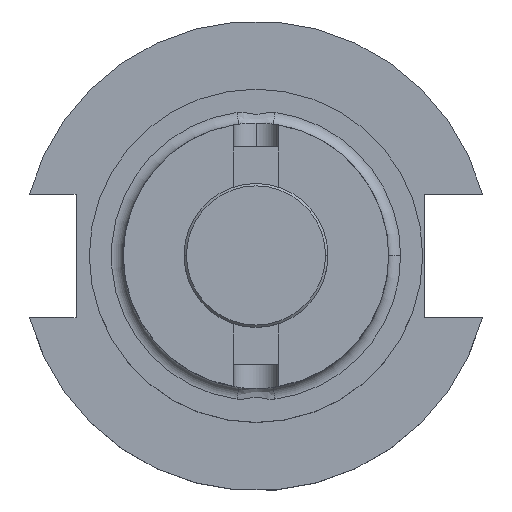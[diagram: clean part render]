
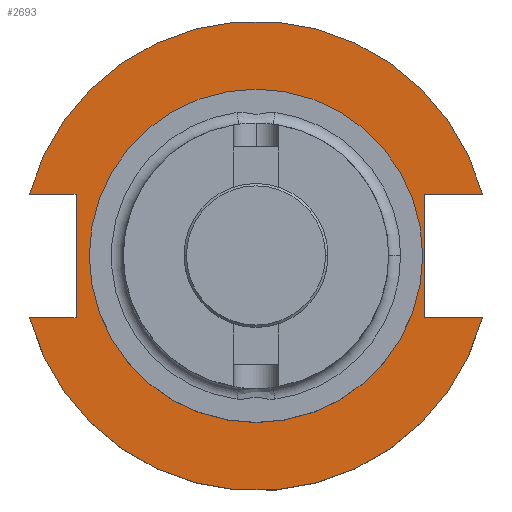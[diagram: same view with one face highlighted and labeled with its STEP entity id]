
A CAD part, top view. The second image highlights one B-rep face of the part: STEP entity #2693.
In plain terms, the highlighted planar face has unit normal (0, 0, 1).
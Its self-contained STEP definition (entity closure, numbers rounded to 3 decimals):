
#51 = CARTESIAN_POINT ( 'NONE',  ( -63.719, -12.954, 19.05 ) ) ;
#53 = DIRECTION ( 'NONE',  ( 1., 0., 0. ) ) ;
#64 = ORIENTED_EDGE ( 'NONE', *, *, #2478, .F. ) ;
#69 = DIRECTION ( 'NONE',  ( 1., 0., 0. ) ) ;
#94 = AXIS2_PLACEMENT_3D ( 'NONE', #194, #261, #1214 ) ;
#101 = CARTESIAN_POINT ( 'NONE',  ( 0., 49.212, 19.05 ) ) ;
#110 = VECTOR ( 'NONE', #1543, 1000. ) ;
#194 = CARTESIAN_POINT ( 'NONE',  ( 0., 0., 19.05 ) ) ;
#222 = CIRCLE ( 'NONE', #1714, 49.212 ) ;
#231 = DIRECTION ( 'NONE',  ( 0., 0., 1. ) ) ;
#233 = VERTEX_POINT ( 'NONE', #2419 ) ;
#249 = CARTESIAN_POINT ( 'NONE',  ( 0., 0., 19.05 ) ) ;
#261 = DIRECTION ( 'NONE',  ( 0., 0., 1. ) ) ;
#376 = EDGE_LOOP ( 'NONE', ( #2469, #849 ) ) ;
#464 = CARTESIAN_POINT ( 'NONE',  ( 35.306, 12.954, 19.05 ) ) ;
#473 = VERTEX_POINT ( 'NONE', #464 ) ;
#484 = EDGE_LOOP ( 'NONE', ( #923, #1747, #656, #2697, #1985, #1522, #2292, #64 ) ) ;
#527 = CIRCLE ( 'NONE', #1038, 34.925 ) ;
#544 = PLANE ( 'NONE',  #2520 ) ;
#587 = CARTESIAN_POINT ( 'NONE',  ( 47.477, 12.954, 19.05 ) ) ;
#612 = VERTEX_POINT ( 'NONE', #2220 ) ;
#649 = VECTOR ( 'NONE', #1675, 1000. ) ;
#656 = ORIENTED_EDGE ( 'NONE', *, *, #2372, .F. ) ;
#660 = CIRCLE ( 'NONE', #94, 34.925 ) ;
#718 = LINE ( 'NONE', #2671, #649 ) ;
#754 = DIRECTION ( 'NONE',  ( 1., 0., 0. ) ) ;
#830 = CARTESIAN_POINT ( 'NONE',  ( 35.306, 12.954, 19.05 ) ) ;
#849 = ORIENTED_EDGE ( 'NONE', *, *, #2339, .F. ) ;
#890 = VERTEX_POINT ( 'NONE', #1518 ) ;
#891 = VECTOR ( 'NONE', #2507, 1000. ) ;
#897 = DIRECTION ( 'NONE',  ( 1., 0., 0. ) ) ;
#918 = EDGE_CURVE ( 'NONE', #1868, #473, #992, .T. ) ;
#923 = ORIENTED_EDGE ( 'NONE', *, *, #1021, .T. ) ;
#991 = FACE_OUTER_BOUND ( 'NONE', #484, .T. ) ;
#992 = LINE ( 'NONE', #830, #2591 ) ;
#1008 = CIRCLE ( 'NONE', #1336, 49.212 ) ;
#1021 = EDGE_CURVE ( 'NONE', #2657, #2583, #222, .T. ) ;
#1038 = AXIS2_PLACEMENT_3D ( 'NONE', #1267, #2729, #1483 ) ;
#1092 = EDGE_CURVE ( 'NONE', #233, #612, #660, .T. ) ;
#1154 = VECTOR ( 'NONE', #69, 1000. ) ;
#1168 = CARTESIAN_POINT ( 'NONE',  ( -37.719, 12.954, 19.05 ) ) ;
#1214 = DIRECTION ( 'NONE',  ( 1., 0., 0. ) ) ;
#1233 = EDGE_CURVE ( 'NONE', #1792, #1620, #2480, .T. ) ;
#1267 = CARTESIAN_POINT ( 'NONE',  ( 0., 0., 19.05 ) ) ;
#1326 = VECTOR ( 'NONE', #2125, 1000. ) ;
#1334 = DIRECTION ( 'NONE',  ( 0., 0., 1. ) ) ;
#1336 = AXIS2_PLACEMENT_3D ( 'NONE', #2574, #1334, #53 ) ;
#1483 = DIRECTION ( 'NONE',  ( 1., 0., 0. ) ) ;
#1518 = CARTESIAN_POINT ( 'NONE',  ( -47.477, 12.954, 19.05 ) ) ;
#1522 = ORIENTED_EDGE ( 'NONE', *, *, #2261, .F. ) ;
#1543 = DIRECTION ( 'NONE',  ( 1., 0., 0. ) ) ;
#1620 = VERTEX_POINT ( 'NONE', #1168 ) ;
#1647 = LINE ( 'NONE', #51, #110 ) ;
#1675 = DIRECTION ( 'NONE',  ( -1., 0., 0. ) ) ;
#1714 = AXIS2_PLACEMENT_3D ( 'NONE', #249, #231, #897 ) ;
#1747 = ORIENTED_EDGE ( 'NONE', *, *, #2567, .F. ) ;
#1792 = VERTEX_POINT ( 'NONE', #1922 ) ;
#1868 = VERTEX_POINT ( 'NONE', #587 ) ;
#1922 = CARTESIAN_POINT ( 'NONE',  ( -37.719, -12.954, 19.05 ) ) ;
#1985 = ORIENTED_EDGE ( 'NONE', *, *, #2307, .T. ) ;
#2001 = DIRECTION ( 'NONE',  ( 0., 0., 1. ) ) ;
#2119 = DIRECTION ( 'NONE',  ( -1., 0., 0. ) ) ;
#2125 = DIRECTION ( 'NONE',  ( 0., 1., 0. ) ) ;
#2181 = CARTESIAN_POINT ( 'NONE',  ( 47.477, -12.954, 19.05 ) ) ;
#2204 = CARTESIAN_POINT ( 'NONE',  ( -47.477, -12.954, 19.05 ) ) ;
#2220 = CARTESIAN_POINT ( 'NONE',  ( -34.925, 0., 19.05 ) ) ;
#2261 = EDGE_CURVE ( 'NONE', #1620, #890, #718, .T. ) ;
#2292 = ORIENTED_EDGE ( 'NONE', *, *, #1233, .F. ) ;
#2307 = EDGE_CURVE ( 'NONE', #1868, #890, #1008, .T. ) ;
#2339 = EDGE_CURVE ( 'NONE', #612, #233, #527, .T. ) ;
#2372 = EDGE_CURVE ( 'NONE', #473, #2409, #2675, .T. ) ;
#2386 = LINE ( 'NONE', #2590, #1154 ) ;
#2409 = VERTEX_POINT ( 'NONE', #2517 ) ;
#2419 = CARTESIAN_POINT ( 'NONE',  ( 34.925, 0., 19.05 ) ) ;
#2469 = ORIENTED_EDGE ( 'NONE', *, *, #1092, .F. ) ;
#2478 = EDGE_CURVE ( 'NONE', #2657, #1792, #1647, .T. ) ;
#2480 = LINE ( 'NONE', #2720, #1326 ) ;
#2507 = DIRECTION ( 'NONE',  ( 0., -1., 0. ) ) ;
#2513 = FACE_BOUND ( 'NONE', #376, .T. ) ;
#2517 = CARTESIAN_POINT ( 'NONE',  ( 35.306, -12.954, 19.05 ) ) ;
#2520 = AXIS2_PLACEMENT_3D ( 'NONE', #101, #2001, #754 ) ;
#2567 = EDGE_CURVE ( 'NONE', #2409, #2583, #2386, .T. ) ;
#2574 = CARTESIAN_POINT ( 'NONE',  ( 0., 0., 19.05 ) ) ;
#2583 = VERTEX_POINT ( 'NONE', #2181 ) ;
#2590 = CARTESIAN_POINT ( 'NONE',  ( 35.306, -12.954, 19.05 ) ) ;
#2591 = VECTOR ( 'NONE', #2119, 1000. ) ;
#2657 = VERTEX_POINT ( 'NONE', #2204 ) ;
#2665 = CARTESIAN_POINT ( 'NONE',  ( 35.306, 12.954, 19.05 ) ) ;
#2671 = CARTESIAN_POINT ( 'NONE',  ( -63.719, 12.954, 19.05 ) ) ;
#2675 = LINE ( 'NONE', #2665, #891 ) ;
#2693 = ADVANCED_FACE ( 'NONE', ( #2513, #991 ), #544, .T. ) ;
#2697 = ORIENTED_EDGE ( 'NONE', *, *, #918, .F. ) ;
#2720 = CARTESIAN_POINT ( 'NONE',  ( -37.719, 12.954, 19.05 ) ) ;
#2729 = DIRECTION ( 'NONE',  ( 0., 0., 1. ) ) ;
